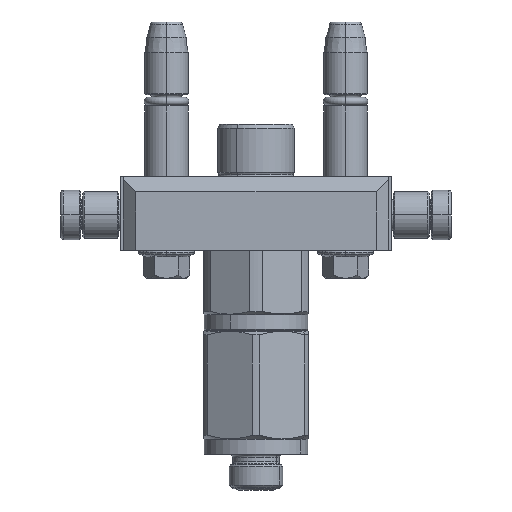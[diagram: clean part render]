
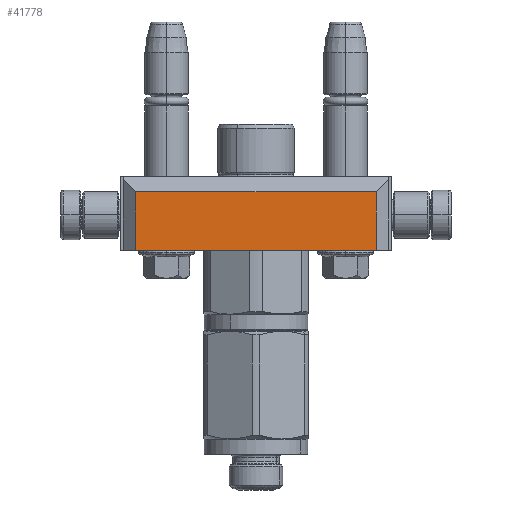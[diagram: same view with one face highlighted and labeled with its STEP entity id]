
A CAD part, left-side view. The second image highlights one B-rep face of the part: STEP entity #41778.
In plain terms, the highlighted face is planar.
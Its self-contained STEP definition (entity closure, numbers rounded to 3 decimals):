
#54 = ORIENTED_EDGE ( 'NONE', *, *, #16803, .F. ) ;
#1759 = CARTESIAN_POINT ( 'NONE',  ( 39., 42.75, 24. ) ) ;
#1784 = VERTEX_POINT ( 'NONE', #15909 ) ;
#2049 = ORIENTED_EDGE ( 'NONE', *, *, #46773, .F. ) ;
#5589 = DIRECTION ( 'NONE',  ( 0., 0., -1. ) ) ;
#9911 = DIRECTION ( 'NONE',  ( -1., 0., 0. ) ) ;
#10126 = EDGE_CURVE ( 'NONE', #48402, #33548, #13953, .T. ) ;
#13724 = LINE ( 'NONE', #27640, #27347 ) ;
#13953 = LINE ( 'NONE', #1759, #30291 ) ;
#14890 = VECTOR ( 'NONE', #30789, 1000. ) ;
#15909 = CARTESIAN_POINT ( 'NONE',  ( -39., 42.75, 5. ) ) ;
#16495 = CARTESIAN_POINT ( 'NONE',  ( -39., 42.75, 24. ) ) ;
#16803 = EDGE_CURVE ( 'NONE', #1784, #33548, #13724, .T. ) ;
#17893 = CARTESIAN_POINT ( 'NONE',  ( 39., 42.75, 5. ) ) ;
#22314 = DIRECTION ( 'NONE',  ( 0., 1., 0. ) ) ;
#22594 = CARTESIAN_POINT ( 'NONE',  ( -39., 42.75, 24. ) ) ;
#24152 = EDGE_LOOP ( 'NONE', ( #42078, #47983, #54, #2049 ) ) ;
#26717 = CARTESIAN_POINT ( 'NONE',  ( 39., 42.75, 24. ) ) ;
#27347 = VECTOR ( 'NONE', #32018, 1000. ) ;
#27640 = CARTESIAN_POINT ( 'NONE',  ( -39., 42.75, 5. ) ) ;
#30291 = VECTOR ( 'NONE', #5589, 1000. ) ;
#30504 = DIRECTION ( 'NONE',  ( -1., 0., 0. ) ) ;
#30789 = DIRECTION ( 'NONE',  ( 0., 0., -1. ) ) ;
#30899 = CARTESIAN_POINT ( 'NONE',  ( 44., 42.75, 0. ) ) ;
#32018 = DIRECTION ( 'NONE',  ( 1., 0., 0. ) ) ;
#33071 = FACE_OUTER_BOUND ( 'NONE', #24152, .T. ) ;
#33548 = VERTEX_POINT ( 'NONE', #17893 ) ;
#36636 = CARTESIAN_POINT ( 'NONE',  ( 39., 42.75, 24. ) ) ;
#37376 = VECTOR ( 'NONE', #9911, 1000. ) ;
#41778 = ADVANCED_FACE ( 'NONE', ( #33071 ), #47410, .T. ) ;
#42078 = ORIENTED_EDGE ( 'NONE', *, *, #50806, .F. ) ;
#46193 = LINE ( 'NONE', #26717, #37376 ) ;
#46773 = EDGE_CURVE ( 'NONE', #48147, #1784, #46890, .T. ) ;
#46890 = LINE ( 'NONE', #22594, #14890 ) ;
#47410 = PLANE ( 'NONE',  #53677 ) ;
#47983 = ORIENTED_EDGE ( 'NONE', *, *, #10126, .T. ) ;
#48147 = VERTEX_POINT ( 'NONE', #16495 ) ;
#48402 = VERTEX_POINT ( 'NONE', #36636 ) ;
#50806 = EDGE_CURVE ( 'NONE', #48402, #48147, #46193, .T. ) ;
#53677 = AXIS2_PLACEMENT_3D ( 'NONE', #30899, #22314, #30504 ) ;
